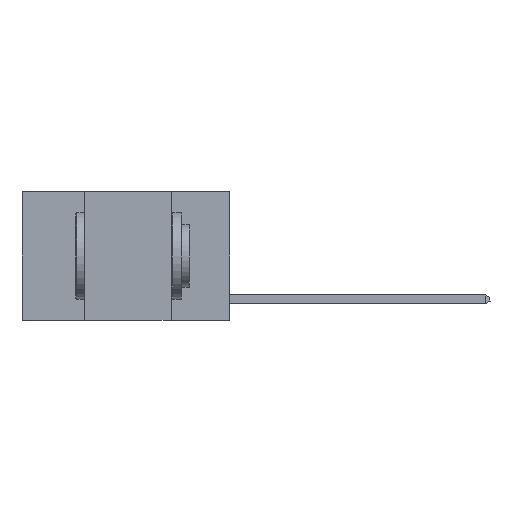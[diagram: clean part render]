
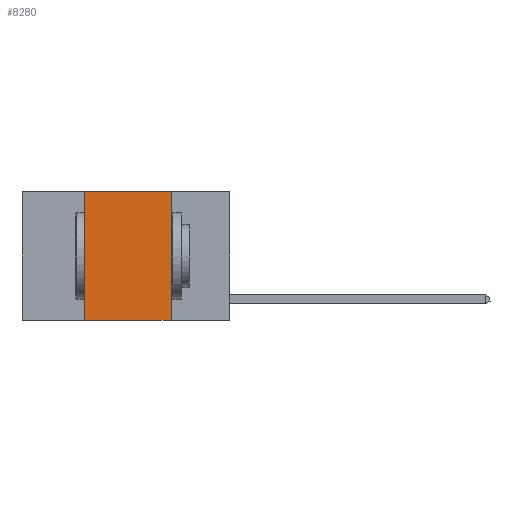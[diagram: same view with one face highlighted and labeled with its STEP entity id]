
A CAD part, left-side view. The second image highlights one B-rep face of the part: STEP entity #8280.
In plain terms, the highlighted planar face has unit normal (-1, 0, 0).
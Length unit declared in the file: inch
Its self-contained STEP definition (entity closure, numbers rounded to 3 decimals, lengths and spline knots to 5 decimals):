
#725 = EDGE_CURVE ( 'NONE', #16168, #1067, #8422, .T. ) ;
#1067 = VERTEX_POINT ( 'NONE', #6109 ) ;
#1810 = CARTESIAN_POINT ( 'NONE',  ( 0., 0.42, 0. ) ) ;
#4385 = DIRECTION ( 'NONE',  ( 0., -1., 0. ) ) ;
#6109 = CARTESIAN_POINT ( 'NONE',  ( 0., 0.17, 0. ) ) ;
#6350 = EDGE_LOOP ( 'NONE', ( #19446, #21539, #15651, #19974 ) ) ;
#6989 = LINE ( 'NONE', #15950, #20217 ) ;
#7176 = CARTESIAN_POINT ( 'NONE',  ( 0., 0.17, -0.37 ) ) ;
#7658 = CARTESIAN_POINT ( 'NONE',  ( 0., 0.42, -0.37 ) ) ;
#8280 = ADVANCED_FACE ( 'NONE', ( #16507 ), #18889, .F. ) ;
#8422 = LINE ( 'NONE', #15573, #22091 ) ;
#10258 = DIRECTION ( 'NONE',  ( 0., 0., -1. ) ) ;
#10300 = VERTEX_POINT ( 'NONE', #7658 ) ;
#11613 = DIRECTION ( 'NONE',  ( 0., 0., -1. ) ) ;
#12213 = DIRECTION ( 'NONE',  ( 0., 0., 1. ) ) ;
#12801 = AXIS2_PLACEMENT_3D ( 'NONE', #17290, #13099, #10258 ) ;
#13099 = DIRECTION ( 'NONE',  ( 1., 0., 0. ) ) ;
#13258 = LINE ( 'NONE', #21657, #20985 ) ;
#13310 = LINE ( 'NONE', #15241, #18155 ) ;
#15161 = EDGE_CURVE ( 'NONE', #10300, #19150, #13258, .T. ) ;
#15241 = CARTESIAN_POINT ( 'NONE',  ( 0., 0.17, 0. ) ) ;
#15573 = CARTESIAN_POINT ( 'NONE',  ( 0., 0.6, 0. ) ) ;
#15651 = ORIENTED_EDGE ( 'NONE', *, *, #18715, .F. ) ;
#15950 = CARTESIAN_POINT ( 'NONE',  ( 0., 0.42, 0. ) ) ;
#16168 = VERTEX_POINT ( 'NONE', #1810 ) ;
#16507 = FACE_OUTER_BOUND ( 'NONE', #6350, .T. ) ;
#17290 = CARTESIAN_POINT ( 'NONE',  ( 0., 0.6, 0. ) ) ;
#18155 = VECTOR ( 'NONE', #11613, 39.37008 ) ;
#18715 = EDGE_CURVE ( 'NONE', #10300, #16168, #6989, .T. ) ;
#18889 = PLANE ( 'NONE',  #12801 ) ;
#19150 = VERTEX_POINT ( 'NONE', #7176 ) ;
#19446 = ORIENTED_EDGE ( 'NONE', *, *, #20815, .F. ) ;
#19974 = ORIENTED_EDGE ( 'NONE', *, *, #15161, .T. ) ;
#20217 = VECTOR ( 'NONE', #12213, 39.37008 ) ;
#20809 = DIRECTION ( 'NONE',  ( 0., -1., 0. ) ) ;
#20815 = EDGE_CURVE ( 'NONE', #1067, #19150, #13310, .T. ) ;
#20985 = VECTOR ( 'NONE', #4385, 39.37008 ) ;
#21539 = ORIENTED_EDGE ( 'NONE', *, *, #725, .F. ) ;
#21657 = CARTESIAN_POINT ( 'NONE',  ( 0., 0.6, -0.37 ) ) ;
#22091 = VECTOR ( 'NONE', #20809, 39.37008 ) ;
